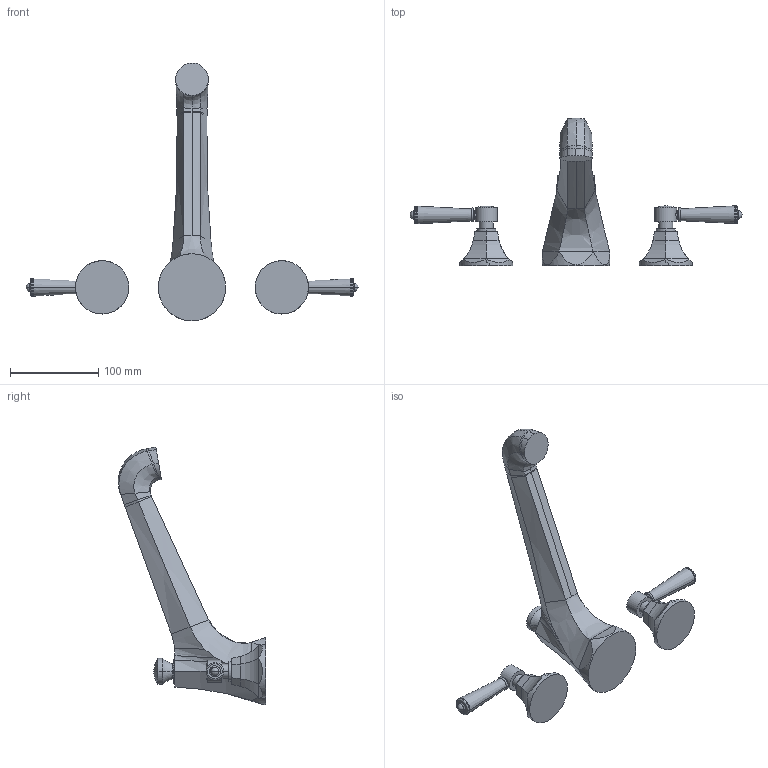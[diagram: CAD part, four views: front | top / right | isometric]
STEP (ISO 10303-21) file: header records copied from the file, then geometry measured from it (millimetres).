
FILE_DESCRIPTION((''),'2;1');
FILE_NAME('3-1206','2021-03-09T13:46:30',('jinson.thomas'),(''),'CREO PARAMETRIC BY PTC INC, 2018400','CREO PARAMETRIC BY PTC INC, 2018400','');
FILE_SCHEMA(('CONFIG_CONTROL_DESIGN'));
Length unit declared in the file: inch
Products named in the file (1): 3-1206
Bounding box: 375.56 x 166.94 x 291.69 mm (x, y, z)
Volume: 708581.7 mm3; surface area: 88868.1 mm2
Topology: 4 solids, 4 shells, 228 faces, 508 edges, 291 vertices
Faces by surface type: bspline 69, cylinder 68, plane 45, torus 20, cone 18, sphere 8
Entity records: 15079 total; most frequent: CARTESIAN_POINT 10596, ORIENTED_EDGE 992, DIRECTION 753, EDGE_CURVE 496, AXIS2_PLACEMENT_3D 292, VERTEX_POINT 291, EDGE_LOOP 243, FACE_OUTER_BOUND 228
